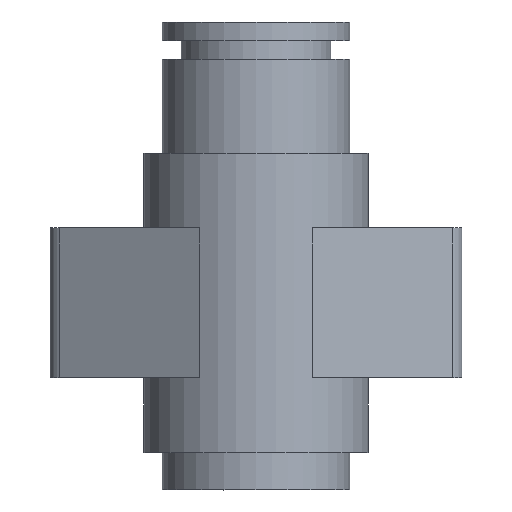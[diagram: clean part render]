
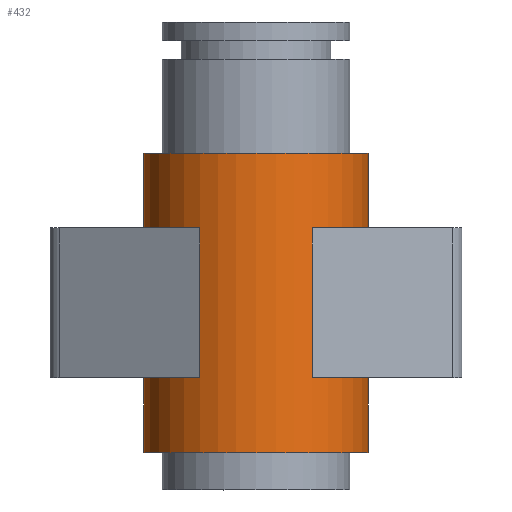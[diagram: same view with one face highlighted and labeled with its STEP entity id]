
A CAD part, front view. The second image highlights one B-rep face of the part: STEP entity #432.
In plain terms, the highlighted cylindrical face has radius 6 mm (diameter 12 mm), a partial arc.
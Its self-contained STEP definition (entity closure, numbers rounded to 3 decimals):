
#20 = LINE ( 'NONE', #96, #2908 ) ;
#23 = EDGE_CURVE ( 'NONE', #2643, #1628, #3744, .T. ) ;
#60 = CARTESIAN_POINT ( 'NONE',  ( 6., 0., 12. ) ) ;
#64 = VECTOR ( 'NONE', #3982, 1000. ) ;
#96 = CARTESIAN_POINT ( 'NONE',  ( -6., 0., 16. ) ) ;
#196 = ORIENTED_EDGE ( 'NONE', *, *, #3606, .F. ) ;
#273 = VERTEX_POINT ( 'NONE', #2326 ) ;
#300 = CARTESIAN_POINT ( 'NONE',  ( 3., -5.196, 12. ) ) ;
#346 = CARTESIAN_POINT ( 'NONE',  ( 6., 0., 0. ) ) ;
#356 = ORIENTED_EDGE ( 'NONE', *, *, #3163, .F. ) ;
#373 = DIRECTION ( 'NONE',  ( 0., 0., -1. ) ) ;
#419 = DIRECTION ( 'NONE',  ( 0., 0., -1. ) ) ;
#432 = ADVANCED_FACE ( 'NONE', ( #3851 ), #2349, .T. ) ;
#459 = EDGE_CURVE ( 'NONE', #3168, #821, #4293, .T. ) ;
#599 = ORIENTED_EDGE ( 'NONE', *, *, #3249, .T. ) ;
#641 = DIRECTION ( 'NONE',  ( 0., 0., -1. ) ) ;
#645 = CARTESIAN_POINT ( 'NONE',  ( 0., 0., 4. ) ) ;
#663 = DIRECTION ( 'NONE',  ( 0., 0., -1. ) ) ;
#767 = ORIENTED_EDGE ( 'NONE', *, *, #3075, .F. ) ;
#786 = LINE ( 'NONE', #3717, #856 ) ;
#792 = EDGE_LOOP ( 'NONE', ( #920, #2278, #1697, #3829, #599, #767, #3681, #1004, #196, #2895, #2850, #356 ) ) ;
#821 = VERTEX_POINT ( 'NONE', #969 ) ;
#856 = VECTOR ( 'NONE', #4030, 1000. ) ;
#862 = CARTESIAN_POINT ( 'NONE',  ( 0., 0., 12. ) ) ;
#920 = ORIENTED_EDGE ( 'NONE', *, *, #1685, .F. ) ;
#932 = DIRECTION ( 'NONE',  ( 1., 0., 0. ) ) ;
#934 = VERTEX_POINT ( 'NONE', #2934 ) ;
#936 = EDGE_CURVE ( 'NONE', #273, #2643, #3327, .T. ) ;
#947 = DIRECTION ( 'NONE',  ( 1., 0., 0. ) ) ;
#969 = CARTESIAN_POINT ( 'NONE',  ( 3., -5.196, 4. ) ) ;
#1004 = ORIENTED_EDGE ( 'NONE', *, *, #23, .T. ) ;
#1019 = CARTESIAN_POINT ( 'NONE',  ( 6., 0., 16. ) ) ;
#1063 = LINE ( 'NONE', #1019, #1912 ) ;
#1070 = CIRCLE ( 'NONE', #2218, 6. ) ;
#1146 = CARTESIAN_POINT ( 'NONE',  ( -6., 0., 16. ) ) ;
#1153 = CARTESIAN_POINT ( 'NONE',  ( 6., 0., 16. ) ) ;
#1173 = AXIS2_PLACEMENT_3D ( 'NONE', #862, #1281, #3011 ) ;
#1184 = EDGE_CURVE ( 'NONE', #3463, #821, #1945, .T. ) ;
#1206 = DIRECTION ( 'NONE',  ( 0., 0., 1. ) ) ;
#1256 = CARTESIAN_POINT ( 'NONE',  ( 0., 0., 16. ) ) ;
#1281 = DIRECTION ( 'NONE',  ( 0., 0., 1. ) ) ;
#1302 = EDGE_CURVE ( 'NONE', #2475, #1841, #3180, .T. ) ;
#1309 = EDGE_CURVE ( 'NONE', #4630, #934, #2638, .T. ) ;
#1421 = VECTOR ( 'NONE', #419, 1000. ) ;
#1468 = DIRECTION ( 'NONE',  ( 0., 0., -1. ) ) ;
#1501 = AXIS2_PLACEMENT_3D ( 'NONE', #1645, #663, #4339 ) ;
#1628 = VERTEX_POINT ( 'NONE', #346 ) ;
#1645 = CARTESIAN_POINT ( 'NONE',  ( 0., 0., 16. ) ) ;
#1685 = EDGE_CURVE ( 'NONE', #1841, #1719, #2186, .T. ) ;
#1697 = ORIENTED_EDGE ( 'NONE', *, *, #3217, .T. ) ;
#1719 = VERTEX_POINT ( 'NONE', #60 ) ;
#1841 = VERTEX_POINT ( 'NONE', #3835 ) ;
#1875 = CARTESIAN_POINT ( 'NONE',  ( 0., 0., 12. ) ) ;
#1912 = VECTOR ( 'NONE', #641, 1000. ) ;
#1945 = CIRCLE ( 'NONE', #4101, 6. ) ;
#2118 = AXIS2_PLACEMENT_3D ( 'NONE', #2764, #4240, #947 ) ;
#2186 = LINE ( 'NONE', #1153, #1421 ) ;
#2218 = AXIS2_PLACEMENT_3D ( 'NONE', #1875, #373, #4511 ) ;
#2243 = DIRECTION ( 'NONE',  ( 0., 0., -1. ) ) ;
#2278 = ORIENTED_EDGE ( 'NONE', *, *, #1302, .F. ) ;
#2326 = CARTESIAN_POINT ( 'NONE',  ( -6., 0., 4. ) ) ;
#2349 = CYLINDRICAL_SURFACE ( 'NONE', #1501, 6. ) ;
#2473 = CARTESIAN_POINT ( 'NONE',  ( -6., 0., 16. ) ) ;
#2475 = VERTEX_POINT ( 'NONE', #1146 ) ;
#2485 = VECTOR ( 'NONE', #2243, 1000. ) ;
#2638 = CIRCLE ( 'NONE', #1173, 6. ) ;
#2643 = VERTEX_POINT ( 'NONE', #3857 ) ;
#2654 = CARTESIAN_POINT ( 'NONE',  ( 0., 0., 4. ) ) ;
#2764 = CARTESIAN_POINT ( 'NONE',  ( 0., 0., 0. ) ) ;
#2850 = ORIENTED_EDGE ( 'NONE', *, *, #459, .F. ) ;
#2862 = AXIS2_PLACEMENT_3D ( 'NONE', #1256, #1206, #932 ) ;
#2895 = ORIENTED_EDGE ( 'NONE', *, *, #1184, .T. ) ;
#2908 = VECTOR ( 'NONE', #1468, 1000. ) ;
#2934 = CARTESIAN_POINT ( 'NONE',  ( -3., -5.196, 12. ) ) ;
#3011 = DIRECTION ( 'NONE',  ( 1., 0., 0. ) ) ;
#3075 = EDGE_CURVE ( 'NONE', #273, #3293, #3379, .T. ) ;
#3088 = DIRECTION ( 'NONE',  ( 0., 0., -1. ) ) ;
#3163 = EDGE_CURVE ( 'NONE', #1719, #3168, #1070, .T. ) ;
#3168 = VERTEX_POINT ( 'NONE', #4461 ) ;
#3180 = CIRCLE ( 'NONE', #2862, 6. ) ;
#3217 = EDGE_CURVE ( 'NONE', #2475, #4630, #20, .T. ) ;
#3249 = EDGE_CURVE ( 'NONE', #934, #3293, #786, .T. ) ;
#3293 = VERTEX_POINT ( 'NONE', #3741 ) ;
#3327 = LINE ( 'NONE', #2473, #2485 ) ;
#3379 = CIRCLE ( 'NONE', #4302, 6. ) ;
#3463 = VERTEX_POINT ( 'NONE', #4201 ) ;
#3606 = EDGE_CURVE ( 'NONE', #3463, #1628, #1063, .T. ) ;
#3625 = DIRECTION ( 'NONE',  ( 1., 0., 0. ) ) ;
#3681 = ORIENTED_EDGE ( 'NONE', *, *, #936, .T. ) ;
#3717 = CARTESIAN_POINT ( 'NONE',  ( -3., -5.196, 12. ) ) ;
#3741 = CARTESIAN_POINT ( 'NONE',  ( -3., -5.196, 4. ) ) ;
#3744 = CIRCLE ( 'NONE', #2118, 6. ) ;
#3829 = ORIENTED_EDGE ( 'NONE', *, *, #1309, .T. ) ;
#3835 = CARTESIAN_POINT ( 'NONE',  ( 6., 0., 16. ) ) ;
#3851 = FACE_OUTER_BOUND ( 'NONE', #792, .T. ) ;
#3857 = CARTESIAN_POINT ( 'NONE',  ( -6., 0., 0. ) ) ;
#3940 = DIRECTION ( 'NONE',  ( 0., 0., 1. ) ) ;
#3982 = DIRECTION ( 'NONE',  ( 0., 0., -1. ) ) ;
#4030 = DIRECTION ( 'NONE',  ( 0., 0., -1. ) ) ;
#4101 = AXIS2_PLACEMENT_3D ( 'NONE', #2654, #3088, #4554 ) ;
#4201 = CARTESIAN_POINT ( 'NONE',  ( 6., 0., 4. ) ) ;
#4240 = DIRECTION ( 'NONE',  ( 0., 0., 1. ) ) ;
#4293 = LINE ( 'NONE', #300, #64 ) ;
#4302 = AXIS2_PLACEMENT_3D ( 'NONE', #645, #3940, #3625 ) ;
#4339 = DIRECTION ( 'NONE',  ( -1., 0., 0. ) ) ;
#4461 = CARTESIAN_POINT ( 'NONE',  ( 3., -5.196, 12. ) ) ;
#4511 = DIRECTION ( 'NONE',  ( 1., 0., 0. ) ) ;
#4554 = DIRECTION ( 'NONE',  ( 1., 0., 0. ) ) ;
#4582 = CARTESIAN_POINT ( 'NONE',  ( -6., 0., 12. ) ) ;
#4630 = VERTEX_POINT ( 'NONE', #4582 ) ;
